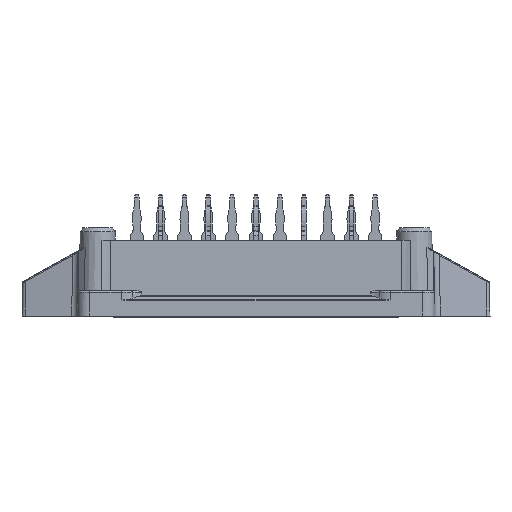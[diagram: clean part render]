
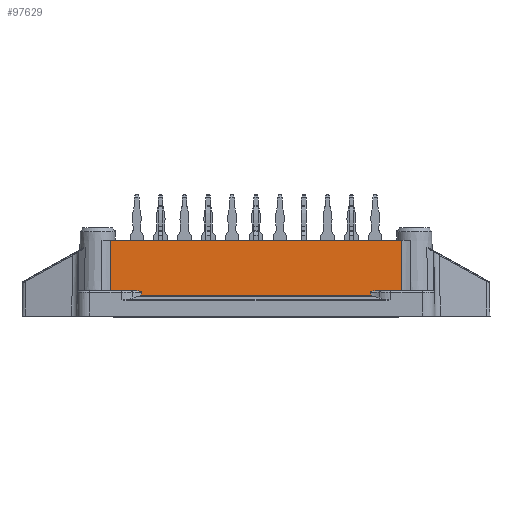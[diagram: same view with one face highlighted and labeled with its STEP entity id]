
A CAD part, front view. The second image highlights one B-rep face of the part: STEP entity #97629.
In plain terms, the highlighted planar face has unit normal (0, -1, 0.018).
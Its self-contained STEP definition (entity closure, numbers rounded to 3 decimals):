
#5106=B_SPLINE_CURVE_WITH_KNOTS('',3,(#135325,#135326,#135327,#135328),
 .UNSPECIFIED.,.F.,.F.,(4,4),(0.001,0.001),
 .UNSPECIFIED.);
#5107=B_SPLINE_CURVE_WITH_KNOTS('',3,(#135333,#135334,#135335,#135336),
 .UNSPECIFIED.,.F.,.F.,(4,4),(0.,0.001),
 .UNSPECIFIED.);
#5108=B_SPLINE_CURVE_WITH_KNOTS('',3,(#135338,#135339,#135340,#135341,#135342,
#135343,#135344,#135345),.UNSPECIFIED.,.F.,.F.,(4,1,1,1,1,4),(0.,
0.,0.,0.,0.001,
0.001),.UNSPECIFIED.);
#5109=B_SPLINE_CURVE_WITH_KNOTS('',3,(#135349,#135350,#135351,#135352),
 .UNSPECIFIED.,.F.,.F.,(4,4),(0.,0.007),.UNSPECIFIED.);
#5110=B_SPLINE_CURVE_WITH_KNOTS('',3,(#135353,#135354,#135355,#135356),
 .UNSPECIFIED.,.F.,.F.,(4,4),(0.,0.007),
 .UNSPECIFIED.);
#5111=B_SPLINE_CURVE_WITH_KNOTS('',3,(#135360,#135361,#135362,#135363,#135364,
#135365,#135366),.UNSPECIFIED.,.F.,.F.,(4,1,1,1,4),(0.,0.,
0.001,0.001,0.001),
 .UNSPECIFIED.);
#7730=ORIENTED_EDGE('',*,*,#28401,.F.);
#7731=ORIENTED_EDGE('',*,*,#28402,.T.);
#7732=ORIENTED_EDGE('',*,*,#28403,.F.);
#7733=ORIENTED_EDGE('',*,*,#28404,.T.);
#7734=ORIENTED_EDGE('',*,*,#28405,.T.);
#7735=ORIENTED_EDGE('',*,*,#28406,.T.);
#7736=ORIENTED_EDGE('',*,*,#26806,.F.);
#7737=ORIENTED_EDGE('',*,*,#28407,.T.);
#7738=ORIENTED_EDGE('',*,*,#28408,.F.);
#7739=ORIENTED_EDGE('',*,*,#28409,.T.);
#26806=EDGE_CURVE('',#37202,#37203,#43442,.T.);
#28401=EDGE_CURVE('',#38700,#38701,#5106,.T.);
#28402=EDGE_CURVE('',#38700,#38702,#44190,.T.);
#28403=EDGE_CURVE('',#38703,#38702,#5107,.T.);
#28404=EDGE_CURVE('',#38703,#38704,#5108,.T.);
#28405=EDGE_CURVE('',#38704,#38705,#44191,.T.);
#28406=EDGE_CURVE('',#38705,#37203,#5109,.T.);
#28407=EDGE_CURVE('',#37202,#38706,#5110,.T.);
#28408=EDGE_CURVE('',#38707,#38706,#44192,.T.);
#28409=EDGE_CURVE('',#38707,#38701,#5111,.T.);
#37202=VERTEX_POINT('',#131525);
#37203=VERTEX_POINT('',#131527);
#38700=VERTEX_POINT('',#135329);
#38701=VERTEX_POINT('',#135330);
#38702=VERTEX_POINT('',#135332);
#38703=VERTEX_POINT('',#135337);
#38704=VERTEX_POINT('',#135346);
#38705=VERTEX_POINT('',#135348);
#38706=VERTEX_POINT('',#135357);
#38707=VERTEX_POINT('',#135359);
#43442=LINE('',#131526,#50330);
#44190=LINE('',#135331,#51078);
#44191=LINE('',#135347,#51079);
#44192=LINE('',#135358,#51080);
#50330=VECTOR('',#109677,1000.);
#51078=VECTOR('',#112081,1000.);
#51079=VECTOR('',#112082,1000.);
#51080=VECTOR('',#112083,1000.);
#57303=EDGE_LOOP('',(#7730,#7731,#7732,#7733,#7734,#7735,#7736,#7737,#7738,
#7739));
#61757=FACE_BOUND('',#57303,.T.);
#65990=PLANE('',#102760);
#97629=ADVANCED_FACE('',(#61757),#65990,.T.);
#102760=AXIS2_PLACEMENT_3D('',#135324,#112079,#112080);
#109677=DIRECTION('',(1.,0.,0.));
#112079=DIRECTION('',(0.,-1.,0.017));
#112080=DIRECTION('',(0.,-0.017,-1.));
#112081=DIRECTION('',(1.,0.,0.));
#112082=DIRECTION('',(1.,0.,0.));
#112083=DIRECTION('',(-1.,0.,0.));
#131525=CARTESIAN_POINT('',(-19.525,-27.653,10.2));
#131526=CARTESIAN_POINT('',(-26.5,-27.653,10.2));
#131527=CARTESIAN_POINT('',(19.525,-27.653,10.2));
#135324=CARTESIAN_POINT('',(-26.5,-27.78,2.9));
#135325=CARTESIAN_POINT('',(-15.378,-27.781,2.822));
#135326=CARTESIAN_POINT('',(-15.379,-27.779,2.949));
#135327=CARTESIAN_POINT('',(-15.379,-27.777,3.076));
#135328=CARTESIAN_POINT('',(-15.379,-27.775,3.203));
#135329=CARTESIAN_POINT('',(-15.378,-27.781,2.822));
#135330=CARTESIAN_POINT('',(-15.379,-27.775,3.203));
#135331=CARTESIAN_POINT('',(-26.5,-27.781,2.822));
#135332=CARTESIAN_POINT('',(15.378,-27.781,2.822));
#135333=CARTESIAN_POINT('',(15.379,-27.775,3.203));
#135334=CARTESIAN_POINT('',(15.379,-27.777,3.076));
#135335=CARTESIAN_POINT('',(15.379,-27.779,2.949));
#135336=CARTESIAN_POINT('',(15.378,-27.781,2.822));
#135337=CARTESIAN_POINT('',(15.379,-27.775,3.203));
#135338=CARTESIAN_POINT('',(15.379,-27.775,3.203));
#135339=CARTESIAN_POINT('',(15.379,-27.774,3.235));
#135340=CARTESIAN_POINT('',(15.441,-27.773,3.274));
#135341=CARTESIAN_POINT('',(15.55,-27.773,3.32));
#135342=CARTESIAN_POINT('',(15.702,-27.772,3.361));
#135343=CARTESIAN_POINT('',(15.882,-27.771,3.392));
#135344=CARTESIAN_POINT('',(16.005,-27.771,3.4));
#135345=CARTESIAN_POINT('',(16.067,-27.771,3.4));
#135346=CARTESIAN_POINT('',(16.067,-27.771,3.4));
#135347=CARTESIAN_POINT('',(-26.5,-27.771,3.4));
#135348=CARTESIAN_POINT('',(19.511,-27.771,3.4));
#135349=CARTESIAN_POINT('',(19.511,-27.771,3.4));
#135350=CARTESIAN_POINT('',(19.516,-27.732,5.667));
#135351=CARTESIAN_POINT('',(19.521,-27.692,7.933));
#135352=CARTESIAN_POINT('',(19.525,-27.653,10.2));
#135353=CARTESIAN_POINT('',(-19.525,-27.653,10.2));
#135354=CARTESIAN_POINT('',(-19.521,-27.692,7.933));
#135355=CARTESIAN_POINT('',(-19.516,-27.732,5.667));
#135356=CARTESIAN_POINT('',(-19.511,-27.771,3.4));
#135357=CARTESIAN_POINT('',(-19.511,-27.771,3.4));
#135358=CARTESIAN_POINT('',(-26.5,-27.771,3.4));
#135359=CARTESIAN_POINT('',(-16.067,-27.771,3.4));
#135360=CARTESIAN_POINT('',(-16.067,-27.771,3.4));
#135361=CARTESIAN_POINT('',(-15.944,-27.771,3.4));
#135362=CARTESIAN_POINT('',(-15.762,-27.772,3.377));
#135363=CARTESIAN_POINT('',(-15.549,-27.773,3.32));
#135364=CARTESIAN_POINT('',(-15.44,-27.773,3.273));
#135365=CARTESIAN_POINT('',(-15.379,-27.774,3.235));
#135366=CARTESIAN_POINT('',(-15.379,-27.775,3.203));
